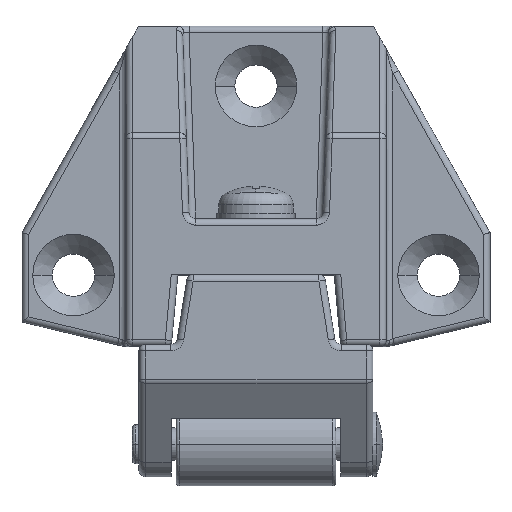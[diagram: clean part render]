
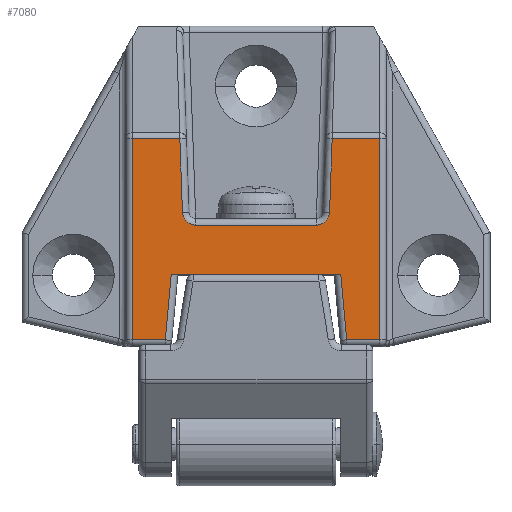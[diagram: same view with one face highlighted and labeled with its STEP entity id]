
A CAD part, top view. The second image highlights one B-rep face of the part: STEP entity #7080.
In plain terms, the highlighted planar face has unit normal (0, 0, 1).
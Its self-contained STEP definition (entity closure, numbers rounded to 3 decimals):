
#73 = CARTESIAN_POINT ( 'NONE',  ( -11.685, 7.238, 44.5 ) ) ;
#454 = VECTOR ( 'NONE', #37739, 1000. ) ;
#892 = EDGE_CURVE ( 'NONE', #3577, #42068, #4052, .T. ) ;
#1049 = CARTESIAN_POINT ( 'NONE',  ( 19., 7.9, 44.5 ) ) ;
#1541 = DIRECTION ( 'NONE',  ( 0., 1., 0. ) ) ;
#1608 = CARTESIAN_POINT ( 'NONE',  ( -13., -23.6, 44.5 ) ) ;
#1717 = ORIENTED_EDGE ( 'NONE', *, *, #34492, .T. ) ;
#2265 = LINE ( 'NONE', #14874, #6321 ) ;
#3577 = VERTEX_POINT ( 'NONE', #8048 ) ;
#3695 = EDGE_CURVE ( 'NONE', #13523, #20593, #11358, .T. ) ;
#4052 = LINE ( 'NONE', #25300, #29324 ) ;
#5223 = VERTEX_POINT ( 'NONE', #40795 ) ;
#6321 = VECTOR ( 'NONE', #7495, 1000. ) ;
#6640 = LINE ( 'NONE', #73, #34720 ) ;
#7037 = DIRECTION ( 'NONE',  ( 0.091, 0.996, 0. ) ) ;
#7079 = VECTOR ( 'NONE', #14713, 1000. ) ;
#7080 = ADVANCED_FACE ( 'NONE', ( #17819 ), #38250, .T. ) ;
#7260 = DIRECTION ( 'NONE',  ( 1., 0., 0. ) ) ;
#7363 = ORIENTED_EDGE ( 'NONE', *, *, #17282, .T. ) ;
#7495 = DIRECTION ( 'NONE',  ( -0.035, -0.999, 0. ) ) ;
#7793 = EDGE_CURVE ( 'NONE', #37525, #5223, #24620, .T. ) ;
#8048 = CARTESIAN_POINT ( 'NONE',  ( -13.913, -23.6, 44.5 ) ) ;
#8317 = VERTEX_POINT ( 'NONE', #31381 ) ;
#9217 = AXIS2_PLACEMENT_3D ( 'NONE', #44286, #25698, #18649 ) ;
#10137 = EDGE_LOOP ( 'NONE', ( #10355, #43757, #21600, #47450, #27480, #1717, #41374, #20136, #26223, #31827, #35681, #36536, #17180, #7363, #14516, #31782 ) ) ;
#10355 = ORIENTED_EDGE ( 'NONE', *, *, #40851, .T. ) ;
#10652 = EDGE_CURVE ( 'NONE', #20593, #46352, #45676, .T. ) ;
#11136 = VECTOR ( 'NONE', #19616, 1000. ) ;
#11244 = EDGE_CURVE ( 'NONE', #41326, #23825, #27846, .T. ) ;
#11358 = LINE ( 'NONE', #23119, #39475 ) ;
#11373 = LINE ( 'NONE', #45276, #454 ) ;
#11687 = CARTESIAN_POINT ( 'NONE',  ( -11.686, 7.273, 44.5 ) ) ;
#11844 = VECTOR ( 'NONE', #18974, 1000. ) ;
#12645 = EDGE_CURVE ( 'NONE', #42068, #5223, #11373, .T. ) ;
#13236 = CARTESIAN_POINT ( 'NONE',  ( -11.284, -4.071, 44.5 ) ) ;
#13523 = VERTEX_POINT ( 'NONE', #11687 ) ;
#13684 = CARTESIAN_POINT ( 'NONE',  ( 11.284, -4.071, 44.5 ) ) ;
#13733 = VERTEX_POINT ( 'NONE', #24165 ) ;
#14066 = EDGE_CURVE ( 'NONE', #13733, #33162, #2265, .T. ) ;
#14516 = ORIENTED_EDGE ( 'NONE', *, *, #3695, .T. ) ;
#14713 = DIRECTION ( 'NONE',  ( 0.091, -0.996, 0. ) ) ;
#14735 = VECTOR ( 'NONE', #44864, 1000. ) ;
#14874 = CARTESIAN_POINT ( 'NONE',  ( 11.284, -4.071, 44.5 ) ) ;
#14920 = VERTEX_POINT ( 'NONE', #36484 ) ;
#16259 = CARTESIAN_POINT ( 'NONE',  ( 19., -23.6, 44.5 ) ) ;
#16408 = EDGE_CURVE ( 'NONE', #8317, #41326, #31342, .T. ) ;
#16443 = LINE ( 'NONE', #1608, #32447 ) ;
#16713 = VERTEX_POINT ( 'NONE', #29012 ) ;
#17052 = DIRECTION ( 'NONE',  ( 1., 0., 0. ) ) ;
#17180 = ORIENTED_EDGE ( 'NONE', *, *, #11244, .T. ) ;
#17282 = EDGE_CURVE ( 'NONE', #23825, #13523, #6640, .T. ) ;
#17819 = FACE_OUTER_BOUND ( 'NONE', #10137, .T. ) ;
#18356 = VECTOR ( 'NONE', #17052, 1000. ) ;
#18361 = VERTEX_POINT ( 'NONE', #35364 ) ;
#18649 = DIRECTION ( 'NONE',  ( 1., 0., 0. ) ) ;
#18662 = CARTESIAN_POINT ( 'NONE',  ( -9.285, -6., 44.5 ) ) ;
#18974 = DIRECTION ( 'NONE',  ( -1., 0., 0. ) ) ;
#19420 = CARTESIAN_POINT ( 'NONE',  ( -19., -24.6, 44.5 ) ) ;
#19616 = DIRECTION ( 'NONE',  ( 1., 0., 0. ) ) ;
#20136 = ORIENTED_EDGE ( 'NONE', *, *, #34077, .T. ) ;
#20148 = DIRECTION ( 'NONE',  ( 0., 0., 1. ) ) ;
#20593 = VERTEX_POINT ( 'NONE', #40162 ) ;
#21600 = ORIENTED_EDGE ( 'NONE', *, *, #12645, .T. ) ;
#22028 = LINE ( 'NONE', #16259, #11136 ) ;
#22154 = CARTESIAN_POINT ( 'NONE',  ( -9.285, -4., 44.5 ) ) ;
#22697 = VECTOR ( 'NONE', #45206, 1000. ) ;
#23119 = CARTESIAN_POINT ( 'NONE',  ( -19., 7.273, 44.5 ) ) ;
#23690 = EDGE_CURVE ( 'NONE', #33162, #8317, #35629, .T. ) ;
#23825 = VERTEX_POINT ( 'NONE', #13236 ) ;
#24165 = CARTESIAN_POINT ( 'NONE',  ( 11.686, 7.273, 44.5 ) ) ;
#24620 = LINE ( 'NONE', #46690, #38372 ) ;
#25300 = CARTESIAN_POINT ( 'NONE',  ( -12.996, -13.509, 44.5 ) ) ;
#25698 = DIRECTION ( 'NONE',  ( 0., 0., -1. ) ) ;
#25907 = DIRECTION ( 'NONE',  ( -0.035, 0.999, 0. ) ) ;
#26223 = ORIENTED_EDGE ( 'NONE', *, *, #40134, .T. ) ;
#26967 = DIRECTION ( 'NONE',  ( 1., 0., 0. ) ) ;
#27227 = VERTEX_POINT ( 'NONE', #41183 ) ;
#27480 = ORIENTED_EDGE ( 'NONE', *, *, #46267, .T. ) ;
#27690 = CARTESIAN_POINT ( 'NONE',  ( 0., 0., 44.5 ) ) ;
#27793 = CARTESIAN_POINT ( 'NONE',  ( -19., -23.6, 44.5 ) ) ;
#27846 = CIRCLE ( 'NONE', #34206, 2. ) ;
#28760 = DIRECTION ( 'NONE',  ( -1., 0., 0. ) ) ;
#29012 = CARTESIAN_POINT ( 'NONE',  ( 13.913, -23.6, 44.5 ) ) ;
#29324 = VECTOR ( 'NONE', #7037, 1000. ) ;
#29624 = LINE ( 'NONE', #41517, #14735 ) ;
#30328 = DIRECTION ( 'NONE',  ( -1., 0., 0. ) ) ;
#30717 = DIRECTION ( 'NONE',  ( 1., 0., 0. ) ) ;
#31342 = LINE ( 'NONE', #18662, #11844 ) ;
#31381 = CARTESIAN_POINT ( 'NONE',  ( 9.285, -6., 44.5 ) ) ;
#31731 = LINE ( 'NONE', #1049, #41525 ) ;
#31782 = ORIENTED_EDGE ( 'NONE', *, *, #10652, .T. ) ;
#31827 = ORIENTED_EDGE ( 'NONE', *, *, #14066, .T. ) ;
#31890 = CARTESIAN_POINT ( 'NONE',  ( -13.004, -13.6, 44.5 ) ) ;
#32447 = VECTOR ( 'NONE', #26967, 1000. ) ;
#33162 = VERTEX_POINT ( 'NONE', #13684 ) ;
#33728 = CARTESIAN_POINT ( 'NONE',  ( 10., -13.6, 44.5 ) ) ;
#34077 = EDGE_CURVE ( 'NONE', #27227, #18361, #31731, .T. ) ;
#34206 = AXIS2_PLACEMENT_3D ( 'NONE', #22154, #40143, #7260 ) ;
#34492 = EDGE_CURVE ( 'NONE', #14920, #16713, #47189, .T. ) ;
#34720 = VECTOR ( 'NONE', #25907, 1000. ) ;
#35364 = CARTESIAN_POINT ( 'NONE',  ( 19., 7.273, 44.5 ) ) ;
#35629 = CIRCLE ( 'NONE', #9217, 2. ) ;
#35681 = ORIENTED_EDGE ( 'NONE', *, *, #23690, .T. ) ;
#36139 = AXIS2_PLACEMENT_3D ( 'NONE', #27690, #20148, #30717 ) ;
#36484 = CARTESIAN_POINT ( 'NONE',  ( 13.004, -13.6, 44.5 ) ) ;
#36536 = ORIENTED_EDGE ( 'NONE', *, *, #16408, .T. ) ;
#37525 = VERTEX_POINT ( 'NONE', #33728 ) ;
#37739 = DIRECTION ( 'NONE',  ( 1., 0., 0. ) ) ;
#38085 = CARTESIAN_POINT ( 'NONE',  ( -9.285, -6., 44.5 ) ) ;
#38250 = PLANE ( 'NONE',  #36139 ) ;
#38372 = VECTOR ( 'NONE', #28760, 1000. ) ;
#38521 = CARTESIAN_POINT ( 'NONE',  ( -12., -13.6, 44.5 ) ) ;
#39475 = VECTOR ( 'NONE', #30328, 1000. ) ;
#40134 = EDGE_CURVE ( 'NONE', #18361, #13733, #29624, .T. ) ;
#40143 = DIRECTION ( 'NONE',  ( 0., 0., -1. ) ) ;
#40162 = CARTESIAN_POINT ( 'NONE',  ( -19., 7.273, 44.5 ) ) ;
#40795 = CARTESIAN_POINT ( 'NONE',  ( -10., -13.6, 44.5 ) ) ;
#40851 = EDGE_CURVE ( 'NONE', #46352, #3577, #16443, .T. ) ;
#41183 = CARTESIAN_POINT ( 'NONE',  ( 19., -23.6, 44.5 ) ) ;
#41326 = VERTEX_POINT ( 'NONE', #38085 ) ;
#41374 = ORIENTED_EDGE ( 'NONE', *, *, #44111, .T. ) ;
#41517 = CARTESIAN_POINT ( 'NONE',  ( 10.708, 7.273, 44.5 ) ) ;
#41525 = VECTOR ( 'NONE', #1541, 1000. ) ;
#41871 = LINE ( 'NONE', #38521, #18356 ) ;
#42068 = VERTEX_POINT ( 'NONE', #31890 ) ;
#43757 = ORIENTED_EDGE ( 'NONE', *, *, #892, .T. ) ;
#44111 = EDGE_CURVE ( 'NONE', #16713, #27227, #22028, .T. ) ;
#44286 = CARTESIAN_POINT ( 'NONE',  ( 9.285, -4., 44.5 ) ) ;
#44864 = DIRECTION ( 'NONE',  ( -1., 0., 0. ) ) ;
#45206 = DIRECTION ( 'NONE',  ( 0., -1., 0. ) ) ;
#45276 = CARTESIAN_POINT ( 'NONE',  ( -12., -13.6, 44.5 ) ) ;
#45676 = LINE ( 'NONE', #19420, #22697 ) ;
#46267 = EDGE_CURVE ( 'NONE', #37525, #14920, #41871, .T. ) ;
#46352 = VERTEX_POINT ( 'NONE', #27793 ) ;
#46690 = CARTESIAN_POINT ( 'NONE',  ( 10., -13.6, 44.5 ) ) ;
#47189 = LINE ( 'NONE', #47385, #7079 ) ;
#47385 = CARTESIAN_POINT ( 'NONE',  ( 13.905, -23.509, 44.5 ) ) ;
#47450 = ORIENTED_EDGE ( 'NONE', *, *, #7793, .F. ) ;
